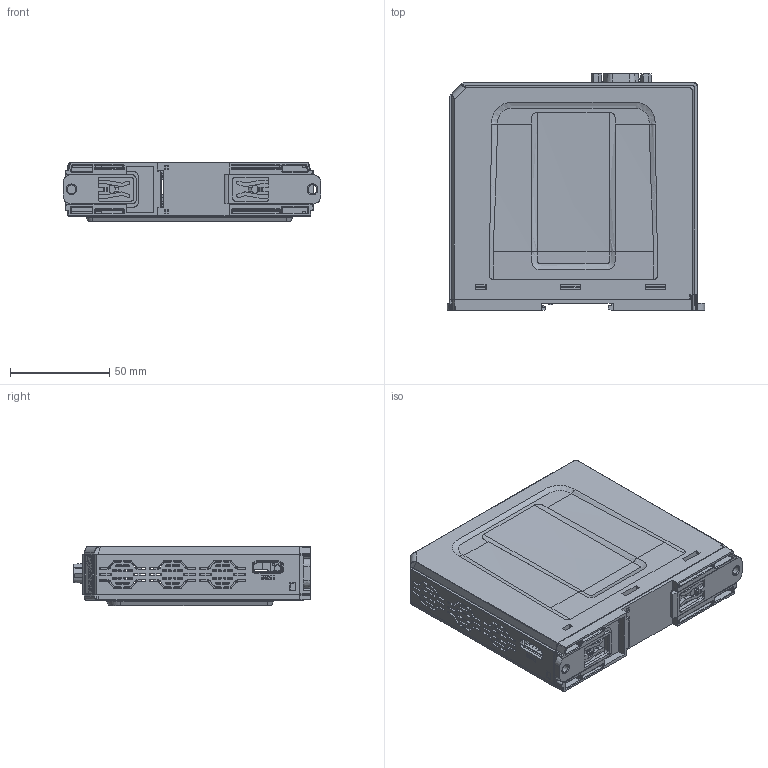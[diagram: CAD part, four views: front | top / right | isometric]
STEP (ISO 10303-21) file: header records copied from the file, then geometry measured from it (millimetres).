
FILE_DESCRIPTION (( 'STEP AP214' ), '1' );
FILE_NAME ('cMT-FHDX.STEP', '2020-06-02T03:26:43', ( '' ), ( '' ), 'SwSTEP 2.0', 'SolidWorks 2019', '' );
FILE_SCHEMA (( 'AUTOMOTIVE_DESIGN' ));
Length unit declared in the file: millimetre
Products named in the file (1): cMT-FHDX
Bounding box: 129.8 x 119.28 x 29.88 mm (x, y, z)
Surface area: 83866.5 mm2 (no closed solid volume)
Topology: 0 solids, 50 shells, 1458 faces, 5636 edges, 4201 vertices
Faces by surface type: plane 832, cylinder 259, cone 246, bspline 81, sphere 24, torus 16
Entity records: 84049 total; most frequent: CARTESIAN_POINT 22607, ORIENTED_EDGE 9129, DIRECTION 8689, EDGE_CURVE 5590, VERTEX_POINT 4183, VECTOR 3783, LINE 3783, AXIS2_PLACEMENT_3D 2453
